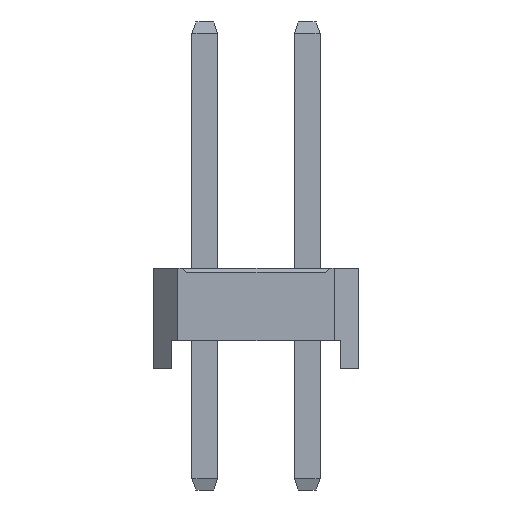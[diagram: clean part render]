
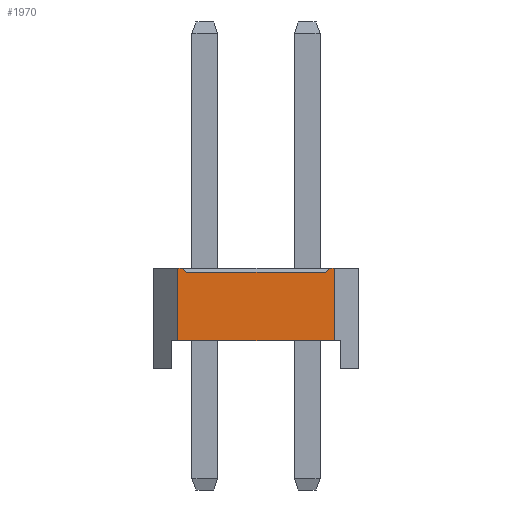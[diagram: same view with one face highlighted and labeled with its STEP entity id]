
A CAD part, left-side view. The second image highlights one B-rep face of the part: STEP entity #1970.
In plain terms, the highlighted planar face has unit normal (-1, 0, 0).
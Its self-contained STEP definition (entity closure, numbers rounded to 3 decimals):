
#1970=ADVANCED_FACE('',(#8171),#8173,.T.);
#8171=FACE_BOUND('',#8172,.T.);
#8172=EDGE_LOOP('',(#13031,#13032,#13033,#13034,#13035,#13036,#13037,#13038));
#8173=PLANE('',#8174);
#8174=AXIS2_PLACEMENT_3D('',#8175,#8176,#8177);
#8175=CARTESIAN_POINT('',(-1.27,3.21,0.));
#8176=DIRECTION('',(-1.,0.,0.));
#8177=DIRECTION('',(0.,-1.,0.));
#13031=ORIENTED_EDGE('',*,*,#16060,.F.);
#13032=ORIENTED_EDGE('',*,*,#16061,.T.);
#13033=ORIENTED_EDGE('',*,*,#16062,.F.);
#13034=ORIENTED_EDGE('',*,*,#15421,.F.);
#13035=ORIENTED_EDGE('',*,*,#16063,.F.);
#13036=ORIENTED_EDGE('',*,*,#15182,.T.);
#13037=ORIENTED_EDGE('',*,*,#16059,.T.);
#13038=ORIENTED_EDGE('',*,*,#15425,.F.);
#15182=EDGE_CURVE('',#16912,#16910,#16913,.T.);
#15421=EDGE_CURVE('',#17388,#17390,#17391,.T.);
#15425=EDGE_CURVE('',#17396,#17398,#17399,.T.);
#16059=EDGE_CURVE('',#16910,#17398,#18453,.T.);
#16060=EDGE_CURVE('',#18454,#17396,#18455,.F.);
#16061=EDGE_CURVE('',#18454,#18456,#18457,.T.);
#16062=EDGE_CURVE('',#17390,#18456,#18458,.F.);
#16063=EDGE_CURVE('',#16912,#17388,#18459,.T.);
#16910=VERTEX_POINT('',#19716);
#16912=VERTEX_POINT('',#19720);
#16913=LINE('',#19721,#19722);
#17388=VERTEX_POINT('',#20672);
#17390=VERTEX_POINT('',#20676);
#17391=LINE('',#20677,#20678);
#17396=VERTEX_POINT('',#20688);
#17398=VERTEX_POINT('',#20692);
#17399=LINE('',#20693,#20694);
#18453=LINE('',#23015,#23016);
#18454=VERTEX_POINT('',#23018);
#18455=LINE('',#23019,#23020);
#18456=VERTEX_POINT('',#23022);
#18457=LINE('',#23023,#23024);
#18458=LINE('',#23026,#23027);
#18459=LINE('',#23029,#23030);
#19716=CARTESIAN_POINT('',(-1.27,-0.67,0.7));
#19720=CARTESIAN_POINT('',(-1.27,3.21,0.7));
#19721=CARTESIAN_POINT('',(-1.27,3.21,0.7));
#19722=VECTOR('',#19723,1.);
#19723=DIRECTION('',(0.,-1.,0.));
#20672=CARTESIAN_POINT('',(-1.27,3.21,2.5));
#20676=CARTESIAN_POINT('',(-1.27,3.09,2.5));
#20677=CARTESIAN_POINT('',(-1.27,3.21,2.5));
#20678=VECTOR('',#20679,1.);
#20679=DIRECTION('',(0.,-1.,0.));
#20688=CARTESIAN_POINT('',(-1.27,-0.55,2.5));
#20692=CARTESIAN_POINT('',(-1.27,-0.67,2.5));
#20693=CARTESIAN_POINT('',(-1.27,-0.55,2.5));
#20694=VECTOR('',#20695,1.);
#20695=DIRECTION('',(0.,-1.,0.));
#23015=CARTESIAN_POINT('',(-1.27,-0.67,0.7));
#23016=VECTOR('',#23017,1.);
#23017=DIRECTION('',(0.,0.,1.));
#23018=CARTESIAN_POINT('',(-1.27,-0.45,2.4));
#23019=CARTESIAN_POINT('',(-1.27,-0.55,2.5));
#23020=VECTOR('',#23021,1.);
#23021=DIRECTION('',(0.,0.707,-0.707));
#23022=CARTESIAN_POINT('',(-1.27,2.99,2.4));
#23023=CARTESIAN_POINT('',(-1.27,-0.45,2.4));
#23024=VECTOR('',#23025,1.);
#23025=DIRECTION('',(0.,1.,0.));
#23026=CARTESIAN_POINT('',(-1.27,2.99,2.4));
#23027=VECTOR('',#23028,1.);
#23028=DIRECTION('',(0.,0.707,0.707));
#23029=CARTESIAN_POINT('',(-1.27,3.21,0.7));
#23030=VECTOR('',#23031,1.);
#23031=DIRECTION('',(0.,0.,1.));
